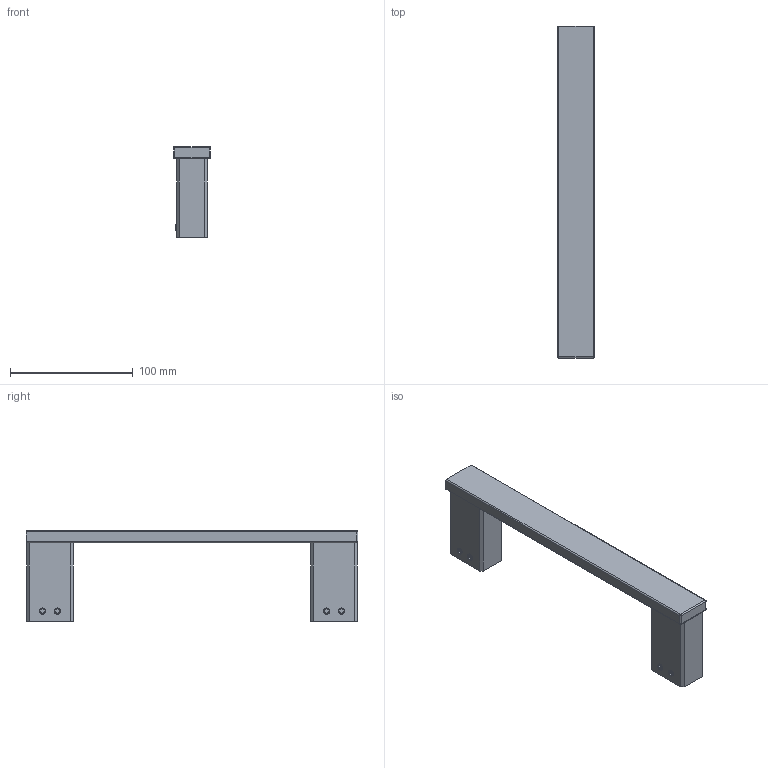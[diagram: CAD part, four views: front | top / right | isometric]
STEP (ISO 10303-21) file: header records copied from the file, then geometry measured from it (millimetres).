
FILE_DESCRIPTION((''),'2;1');
FILE_NAME('MG25631_ASM','2023-09-18T15:47:47',('Admin'),(''),'CREO PARAMETRIC BY PTC INC, 2018050','CREO PARAMETRIC BY PTC INC, 2018050','');
FILE_SCHEMA(('CONFIG_CONTROL_DESIGN'));
Length unit declared in the file: millimetre
Products named in the file (11): 00; PRT0044; PRT0045; S38094; S38003; PRT0047; PRT0048; PRT0049; PRT0051; PRT0052; MG25631_ASM
Assembly tree (13 placements, depth 2):
  MG25631_ASM
    00
    PRT0044
    PRT0045  x2
    S38094  x2
    S38003  x2
    PRT0047
    PRT0048
    PRT0049
    PRT0051
    PRT0052
Bounding box: 30 x 270 x 74 mm (x, y, z)
Volume: 75710.7 mm3; surface area: 81859 mm2
Topology: 15 solids, 17 shells, 396 faces, 996 edges, 648 vertices
Faces by surface type: plane 208, cylinder 116, bspline 36, cone 32, sphere 4
Entity records: 17357 total; most frequent: CARTESIAN_POINT 9862, ORIENTED_EDGE 1536, DIRECTION 1415, EDGE_CURVE 770, VERTEX_POINT 500, VECTOR 485, LINE 485, AXIS2_PLACEMENT_3D 465
